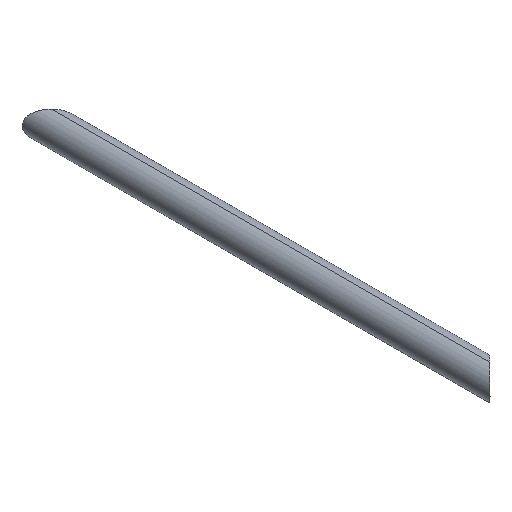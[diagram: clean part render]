
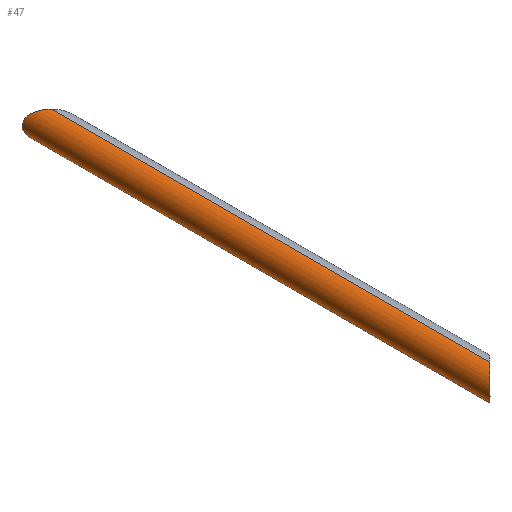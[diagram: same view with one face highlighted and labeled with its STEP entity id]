
A CAD part, isometric view. The second image highlights one B-rep face of the part: STEP entity #47.
In plain terms, the highlighted cylindrical face has radius 10 mm (diameter 20 mm), a partial arc.
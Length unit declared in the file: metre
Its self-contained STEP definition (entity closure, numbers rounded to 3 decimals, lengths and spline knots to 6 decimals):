
#47=ADVANCED_FACE('0:125',(#98),#99,.T.);
#63=EDGE_CURVE('0:117',#106,#105,#125,.T.);
#65=EDGE_CURVE('',#110,#109,#127,.T.);
#98=FACE_OUTER_BOUND('',#150,.T.);
#99=CYLINDRICAL_SURFACE('',#151,0.01);
#105=VERTEX_POINT('',#158);
#106=VERTEX_POINT('',#159);
#109=VERTEX_POINT('',#196);
#110=VERTEX_POINT('',#197);
#125=B_SPLINE_CURVE_WITH_KNOTS('',3,(#378,#379,#380,#381,#382,#383,#384,#385,#386,#387,#388,#389,#390,#391,#392,#393,#394,#395,#396,#397,#398,#399,#400,#401,#402,#403,#404,#405,#406,#407,#408,#409,#410,#411),.UNSPECIFIED.,.F.,.F.,(4,3,3,3,3,3,3,3,3,3,3,4),(-54.283659,-47.218427,-41.316123,-36.151608,-31.632657,-27.678575,-23.95683,-19.609115,-14.549217,-8.413242,-0.620523,0.0),.UNSPECIFIED.);
#127=B_SPLINE_CURVE_WITH_KNOTS('',3,(#414,#415,#416,#417,#418,#419,#420,#421,#422,#423,#424,#425,#426,#427,#428,#429,#430,#431,#432,#433,#434,#435,#436,#437,#438,#439,#440,#441,#442,#443,#444,#445,#446,#447),.UNSPECIFIED.,.F.,.F.,(4,3,3,3,3,3,3,3,3,3,3,4),(54.283659,61.348891,67.251195,72.41571,76.934661,80.888743,84.610488,88.958204,94.018102,100.154076,107.946796,108.567318),.UNSPECIFIED.);
#150=EDGE_LOOP('',(#483,#484,#485,#486));
#151=AXIS2_PLACEMENT_3D('',#487,#488,#489);
#158=CARTESIAN_POINT('',(-2.206374,-0.15,-0.055));
#159=CARTESIAN_POINT('',(-2.206374,-0.15,-0.035));
#196=CARTESIAN_POINT('',(-2.206374,0.15,-0.055));
#197=CARTESIAN_POINT('',(-2.206374,0.15,-0.035));
#378=CARTESIAN_POINT('',(-2.206374,-0.15,-0.035));
#379=CARTESIAN_POINT('',(-2.207543,-0.151186,-0.035));
#380=CARTESIAN_POINT('',(-2.208712,-0.152374,-0.035203));
#381=CARTESIAN_POINT('',(-2.209843,-0.153522,-0.035621));
#382=CARTESIAN_POINT('',(-2.210788,-0.154481,-0.035971));
#383=CARTESIAN_POINT('',(-2.211707,-0.155415,-0.036471));
#384=CARTESIAN_POINT('',(-2.212562,-0.156282,-0.037145));
#385=CARTESIAN_POINT('',(-2.21331,-0.157041,-0.037734));
#386=CARTESIAN_POINT('',(-2.214009,-0.157751,-0.038456));
#387=CARTESIAN_POINT('',(-2.214607,-0.158359,-0.039324));
#388=CARTESIAN_POINT('',(-2.215131,-0.158891,-0.040084));
#389=CARTESIAN_POINT('',(-2.215577,-0.159344,-0.040959));
#390=CARTESIAN_POINT('',(-2.21589,-0.159661,-0.041926));
#391=CARTESIAN_POINT('',(-2.216163,-0.159938,-0.042773));
#392=CARTESIAN_POINT('',(-2.216331,-0.160109,-0.043691));
#393=CARTESIAN_POINT('',(-2.216367,-0.160145,-0.044621));
#394=CARTESIAN_POINT('',(-2.2164,-0.160179,-0.045496));
#395=CARTESIAN_POINT('',(-2.216315,-0.160093,-0.046379));
#396=CARTESIAN_POINT('',(-2.216126,-0.1599,-0.047214));
#397=CARTESIAN_POINT('',(-2.215904,-0.159676,-0.048189));
#398=CARTESIAN_POINT('',(-2.215543,-0.159309,-0.049095));
#399=CARTESIAN_POINT('',(-2.215094,-0.158853,-0.049895));
#400=CARTESIAN_POINT('',(-2.214571,-0.158322,-0.050826));
#401=CARTESIAN_POINT('',(-2.213932,-0.157673,-0.051618));
#402=CARTESIAN_POINT('',(-2.213233,-0.156964,-0.052277));
#403=CARTESIAN_POINT('',(-2.212387,-0.156104,-0.053075));
#404=CARTESIAN_POINT('',(-2.211454,-0.155157,-0.053679));
#405=CARTESIAN_POINT('',(-2.210486,-0.154175,-0.054115));
#406=CARTESIAN_POINT('',(-2.209257,-0.152927,-0.05467));
#407=CARTESIAN_POINT('',(-2.207971,-0.151621,-0.054956));
#408=CARTESIAN_POINT('',(-2.206682,-0.150313,-0.054995));
#409=CARTESIAN_POINT('',(-2.206579,-0.150208,-0.054998));
#410=CARTESIAN_POINT('',(-2.206477,-0.150104,-0.055));
#411=CARTESIAN_POINT('',(-2.206374,-0.15,-0.055));
#414=CARTESIAN_POINT('',(-2.206374,0.15,-0.035));
#415=CARTESIAN_POINT('',(-2.207543,0.151186,-0.035));
#416=CARTESIAN_POINT('',(-2.208712,0.152374,-0.035203));
#417=CARTESIAN_POINT('',(-2.209843,0.153522,-0.035621));
#418=CARTESIAN_POINT('',(-2.210788,0.154481,-0.035971));
#419=CARTESIAN_POINT('',(-2.211707,0.155415,-0.036471));
#420=CARTESIAN_POINT('',(-2.212562,0.156282,-0.037145));
#421=CARTESIAN_POINT('',(-2.21331,0.157041,-0.037734));
#422=CARTESIAN_POINT('',(-2.214009,0.157751,-0.038456));
#423=CARTESIAN_POINT('',(-2.214607,0.158359,-0.039324));
#424=CARTESIAN_POINT('',(-2.215131,0.158891,-0.040084));
#425=CARTESIAN_POINT('',(-2.215577,0.159344,-0.040959));
#426=CARTESIAN_POINT('',(-2.21589,0.159661,-0.041926));
#427=CARTESIAN_POINT('',(-2.216163,0.159938,-0.042773));
#428=CARTESIAN_POINT('',(-2.216331,0.160109,-0.043691));
#429=CARTESIAN_POINT('',(-2.216367,0.160145,-0.044621));
#430=CARTESIAN_POINT('',(-2.2164,0.160179,-0.045496));
#431=CARTESIAN_POINT('',(-2.216315,0.160093,-0.046379));
#432=CARTESIAN_POINT('',(-2.216126,0.1599,-0.047214));
#433=CARTESIAN_POINT('',(-2.215904,0.159676,-0.048189));
#434=CARTESIAN_POINT('',(-2.215543,0.159309,-0.049095));
#435=CARTESIAN_POINT('',(-2.215094,0.158853,-0.049895));
#436=CARTESIAN_POINT('',(-2.214571,0.158322,-0.050826));
#437=CARTESIAN_POINT('',(-2.213932,0.157673,-0.051618));
#438=CARTESIAN_POINT('',(-2.213233,0.156964,-0.052277));
#439=CARTESIAN_POINT('',(-2.212387,0.156104,-0.053075));
#440=CARTESIAN_POINT('',(-2.211454,0.155157,-0.053679));
#441=CARTESIAN_POINT('',(-2.210486,0.154175,-0.054115));
#442=CARTESIAN_POINT('',(-2.209257,0.152927,-0.05467));
#443=CARTESIAN_POINT('',(-2.207971,0.151621,-0.054956));
#444=CARTESIAN_POINT('',(-2.206682,0.150313,-0.054995));
#445=CARTESIAN_POINT('',(-2.206579,0.150208,-0.054998));
#446=CARTESIAN_POINT('',(-2.206477,0.150104,-0.055));
#447=CARTESIAN_POINT('',(-2.206374,0.15,-0.055));
#483=ORIENTED_EDGE('',*,*,#500,.T.);
#484=ORIENTED_EDGE('',*,*,#65,.T.);
#485=ORIENTED_EDGE('',*,*,#501,.T.);
#486=ORIENTED_EDGE('',*,*,#63,.F.);
#487=CARTESIAN_POINT('',(-2.206374,500.15,-0.045));
#488=DIRECTION('',(0.0,-1.0,0.0));
#489=DIRECTION('',(0.,0.0,1.0));
#500=EDGE_CURVE('',#106,#110,#511,.T.);
#501=EDGE_CURVE('',#109,#105,#512,.T.);
#511=LINE('',#522,#523);
#512=LINE('',#524,#525);
#522=CARTESIAN_POINT('',(-2.206374,0.,-0.035));
#523=VECTOR('',#536,1.0);
#524=CARTESIAN_POINT('',(-2.206374,0.,-0.055));
#525=VECTOR('',#537,1.0);
#536=DIRECTION('',(-0.0,1.0,-0.0));
#537=DIRECTION('',(0.0,-1.0,0.0));
